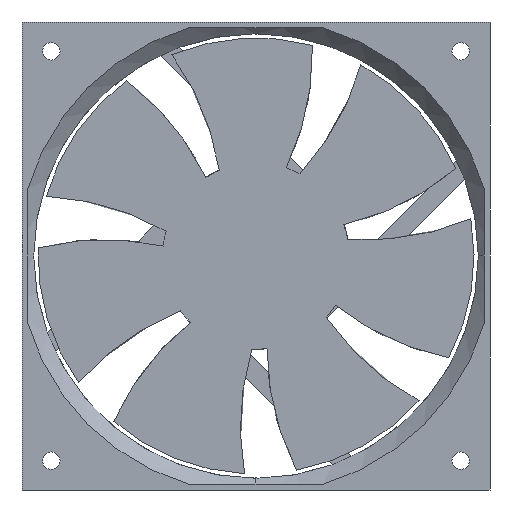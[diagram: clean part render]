
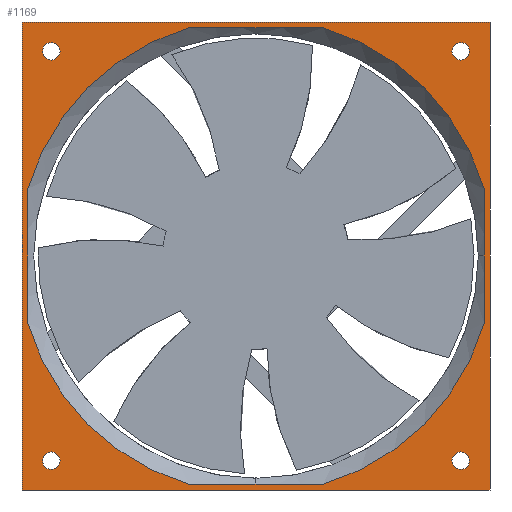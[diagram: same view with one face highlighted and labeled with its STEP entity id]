
A CAD part, front view. The second image highlights one B-rep face of the part: STEP entity #1169.
In plain terms, the highlighted planar face has unit normal (0, -1, 0).
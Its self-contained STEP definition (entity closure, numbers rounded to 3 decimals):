
#1=CARTESIAN_POINT('',(0.,0.,0.));
#2=DIRECTION('',(0.,1.,0.));
#3=DIRECTION('',(0.959,0.,-0.283));
#4=AXIS2_PLACEMENT_3D('',#1,#2,#3);
#6=DIRECTION('',(0.,0.,-1.));
#7=VECTOR('',#6,34.569);
#8=CARTESIAN_POINT('',(58.5,0.,17.284));
#9=LINE('',#8,#7);
#10=CARTESIAN_POINT('',(0.,0.,0.));
#11=DIRECTION('',(0.,1.,0.));
#12=DIRECTION('',(0.283,0.,0.959));
#13=AXIS2_PLACEMENT_3D('',#10,#11,#12);
#15=DIRECTION('',(1.,0.,0.));
#16=VECTOR('',#15,34.569);
#17=CARTESIAN_POINT('',(-17.284,0.,58.5));
#18=LINE('',#17,#16);
#19=CARTESIAN_POINT('',(0.,0.,0.));
#20=DIRECTION('',(0.,1.,0.));
#21=DIRECTION('',(-0.959,0.,0.283));
#22=AXIS2_PLACEMENT_3D('',#19,#20,#21);
#24=DIRECTION('',(0.,0.,1.));
#25=VECTOR('',#24,34.569);
#26=CARTESIAN_POINT('',(-58.5,0.,-17.284));
#27=LINE('',#26,#25);
#28=CARTESIAN_POINT('',(0.,0.,0.));
#29=DIRECTION('',(0.,1.,0.));
#30=DIRECTION('',(-0.283,0.,-0.959));
#31=AXIS2_PLACEMENT_3D('',#28,#29,#30);
#33=DIRECTION('',(-1.,0.,0.));
#34=VECTOR('',#33,34.569);
#35=CARTESIAN_POINT('',(17.284,0.,-58.5));
#36=LINE('',#35,#34);
#37=CARTESIAN_POINT('',(52.5,0.,52.5));
#38=DIRECTION('',(0.,-1.,0.));
#39=DIRECTION('',(0.,0.,-1.));
#40=AXIS2_PLACEMENT_3D('',#37,#38,#39);
#42=CARTESIAN_POINT('',(52.5,0.,52.5));
#43=DIRECTION('',(0.,-1.,0.));
#44=DIRECTION('',(0.,0.,1.));
#45=AXIS2_PLACEMENT_3D('',#42,#43,#44);
#47=CARTESIAN_POINT('',(52.5,0.,-52.5));
#48=DIRECTION('',(0.,-1.,0.));
#49=DIRECTION('',(-1.,0.,0.));
#50=AXIS2_PLACEMENT_3D('',#47,#48,#49);
#52=CARTESIAN_POINT('',(52.5,0.,-52.5));
#53=DIRECTION('',(0.,-1.,0.));
#54=DIRECTION('',(1.,0.,0.));
#55=AXIS2_PLACEMENT_3D('',#52,#53,#54);
#57=CARTESIAN_POINT('',(-52.5,0.,-52.5));
#58=DIRECTION('',(0.,-1.,0.));
#59=DIRECTION('',(0.,0.,1.));
#60=AXIS2_PLACEMENT_3D('',#57,#58,#59);
#62=CARTESIAN_POINT('',(-52.5,0.,-52.5));
#63=DIRECTION('',(0.,-1.,0.));
#64=DIRECTION('',(0.,0.,-1.));
#65=AXIS2_PLACEMENT_3D('',#62,#63,#64);
#67=CARTESIAN_POINT('',(-52.5,0.,52.5));
#68=DIRECTION('',(0.,-1.,0.));
#69=DIRECTION('',(1.,0.,0.));
#70=AXIS2_PLACEMENT_3D('',#67,#68,#69);
#72=CARTESIAN_POINT('',(-52.5,0.,52.5));
#73=DIRECTION('',(0.,-1.,0.));
#74=DIRECTION('',(-1.,0.,0.));
#75=AXIS2_PLACEMENT_3D('',#72,#73,#74);
#89=DIRECTION('',(0.,0.,1.));
#90=VECTOR('',#89,120.);
#91=CARTESIAN_POINT('',(60.,0.,-60.));
#92=LINE('',#91,#90);
#289=DIRECTION('',(0.,0.,-1.));
#290=VECTOR('',#289,120.);
#291=CARTESIAN_POINT('',(-60.,0.,60.));
#292=LINE('',#291,#290);
#327=DIRECTION('',(1.,0.,0.));
#328=VECTOR('',#327,120.);
#329=CARTESIAN_POINT('',(-60.,0.,-60.));
#330=LINE('',#329,#328);
#645=CARTESIAN_POINT('',(58.5,0.,-17.284));
#657=CARTESIAN_POINT('',(17.284,0.,-58.5));
#668=CARTESIAN_POINT('',(58.5,0.,17.284));
#679=CARTESIAN_POINT('',(-17.284,0.,-58.5));
#686=CARTESIAN_POINT('',(-58.5,0.,17.284));
#694=CARTESIAN_POINT('',(-58.5,0.,-17.284));
#696=CARTESIAN_POINT('',(17.284,0.,58.5));
#704=CARTESIAN_POINT('',(-17.284,0.,58.5));
#718=DIRECTION('',(-1.,0.,0.));
#719=VECTOR('',#718,120.);
#720=CARTESIAN_POINT('',(60.,0.,60.));
#721=LINE('',#720,#719);
#916=CARTESIAN_POINT('',(-60.,0.,-60.));
#918=VERTEX_POINT('',#916);
#920=CARTESIAN_POINT('',(-60.,0.,60.));
#922=VERTEX_POINT('',#920);
#924=CARTESIAN_POINT('',(60.,0.,60.));
#926=VERTEX_POINT('',#924);
#928=CARTESIAN_POINT('',(60.,0.,-60.));
#930=VERTEX_POINT('',#928);
#950=VERTEX_POINT('',#679);
#952=VERTEX_POINT('',#657);
#961=VERTEX_POINT('',#686);
#962=VERTEX_POINT('',#694);
#971=VERTEX_POINT('',#696);
#972=VERTEX_POINT('',#704);
#982=VERTEX_POINT('',#668);
#983=VERTEX_POINT('',#645);
#984=CARTESIAN_POINT('',(52.5,0.,50.25));
#985=CARTESIAN_POINT('',(52.5,0.,54.75));
#986=VERTEX_POINT('',#984);
#987=VERTEX_POINT('',#985);
#1064=CARTESIAN_POINT('',(50.25,0.,-52.5));
#1065=CARTESIAN_POINT('',(54.75,0.,-52.5));
#1066=VERTEX_POINT('',#1064);
#1067=VERTEX_POINT('',#1065);
#1080=CARTESIAN_POINT('',(-52.5,0.,-50.25));
#1081=CARTESIAN_POINT('',(-52.5,0.,-54.75));
#1082=VERTEX_POINT('',#1080);
#1083=VERTEX_POINT('',#1081);
#1096=CARTESIAN_POINT('',(-50.25,0.,52.5));
#1097=CARTESIAN_POINT('',(-54.75,0.,52.5));
#1098=VERTEX_POINT('',#1096);
#1099=VERTEX_POINT('',#1097);
#1112=CARTESIAN_POINT('',(0.,0.,0.));
#1113=DIRECTION('',(0.,1.,0.));
#1114=DIRECTION('',(1.,0.,0.));
#1115=AXIS2_PLACEMENT_3D('',#1112,#1113,#1114);
#1116=PLANE('',#1115);
#1118=ORIENTED_EDGE('',*,*,#1117,.F.);
#1120=ORIENTED_EDGE('',*,*,#1119,.F.);
#1122=ORIENTED_EDGE('',*,*,#1121,.F.);
#1124=ORIENTED_EDGE('',*,*,#1123,.F.);
#1125=EDGE_LOOP('',(#1118,#1120,#1122,#1124));
#1126=FACE_OUTER_BOUND('',#1125,.F.);
#1128=ORIENTED_EDGE('',*,*,#1127,.F.);
#1130=ORIENTED_EDGE('',*,*,#1129,.F.);
#1132=ORIENTED_EDGE('',*,*,#1131,.F.);
#1134=ORIENTED_EDGE('',*,*,#1133,.F.);
#1136=ORIENTED_EDGE('',*,*,#1135,.F.);
#1138=ORIENTED_EDGE('',*,*,#1137,.F.);
#1140=ORIENTED_EDGE('',*,*,#1139,.F.);
#1142=ORIENTED_EDGE('',*,*,#1141,.F.);
#1143=EDGE_LOOP('',(#1128,#1130,#1132,#1134,#1136,#1138,#1140,#1142));
#1144=FACE_BOUND('',#1143,.F.);
#1146=ORIENTED_EDGE('',*,*,#1145,.T.);
#1148=ORIENTED_EDGE('',*,*,#1147,.T.);
#1149=EDGE_LOOP('',(#1146,#1148));
#1150=FACE_BOUND('',#1149,.F.);
#1152=ORIENTED_EDGE('',*,*,#1151,.T.);
#1154=ORIENTED_EDGE('',*,*,#1153,.T.);
#1155=EDGE_LOOP('',(#1152,#1154));
#1156=FACE_BOUND('',#1155,.F.);
#1158=ORIENTED_EDGE('',*,*,#1157,.T.);
#1160=ORIENTED_EDGE('',*,*,#1159,.T.);
#1161=EDGE_LOOP('',(#1158,#1160));
#1162=FACE_BOUND('',#1161,.F.);
#1164=ORIENTED_EDGE('',*,*,#1163,.T.);
#1166=ORIENTED_EDGE('',*,*,#1165,.T.);
#1167=EDGE_LOOP('',(#1164,#1166));
#1168=FACE_BOUND('',#1167,.F.);
#1169=ADVANCED_FACE('',(#1126,#1144,#1150,#1156,#1162,#1168),#1116,.F.);
#5=CIRCLE('',#4,61.);
#14=CIRCLE('',#13,61.);
#23=CIRCLE('',#22,61.);
#32=CIRCLE('',#31,61.);
#41=CIRCLE('',#40,2.25);
#46=CIRCLE('',#45,2.25);
#51=CIRCLE('',#50,2.25);
#56=CIRCLE('',#55,2.25);
#61=CIRCLE('',#60,2.25);
#66=CIRCLE('',#65,2.25);
#71=CIRCLE('',#70,2.25);
#76=CIRCLE('',#75,2.25);
#1117=EDGE_CURVE('',#930,#926,#92,.T.);
#1119=EDGE_CURVE('',#918,#930,#330,.T.);
#1121=EDGE_CURVE('',#922,#918,#292,.T.);
#1123=EDGE_CURVE('',#926,#922,#721,.T.);
#1127=EDGE_CURVE('',#983,#952,#5,.T.);
#1129=EDGE_CURVE('',#982,#983,#9,.T.);
#1131=EDGE_CURVE('',#971,#982,#14,.T.);
#1133=EDGE_CURVE('',#972,#971,#18,.T.);
#1135=EDGE_CURVE('',#961,#972,#23,.T.);
#1137=EDGE_CURVE('',#962,#961,#27,.T.);
#1139=EDGE_CURVE('',#950,#962,#32,.T.);
#1141=EDGE_CURVE('',#952,#950,#36,.T.);
#1145=EDGE_CURVE('',#986,#987,#41,.T.);
#1147=EDGE_CURVE('',#987,#986,#46,.T.);
#1151=EDGE_CURVE('',#1066,#1067,#51,.T.);
#1153=EDGE_CURVE('',#1067,#1066,#56,.T.);
#1157=EDGE_CURVE('',#1082,#1083,#61,.T.);
#1159=EDGE_CURVE('',#1083,#1082,#66,.T.);
#1163=EDGE_CURVE('',#1098,#1099,#71,.T.);
#1165=EDGE_CURVE('',#1099,#1098,#76,.T.);
